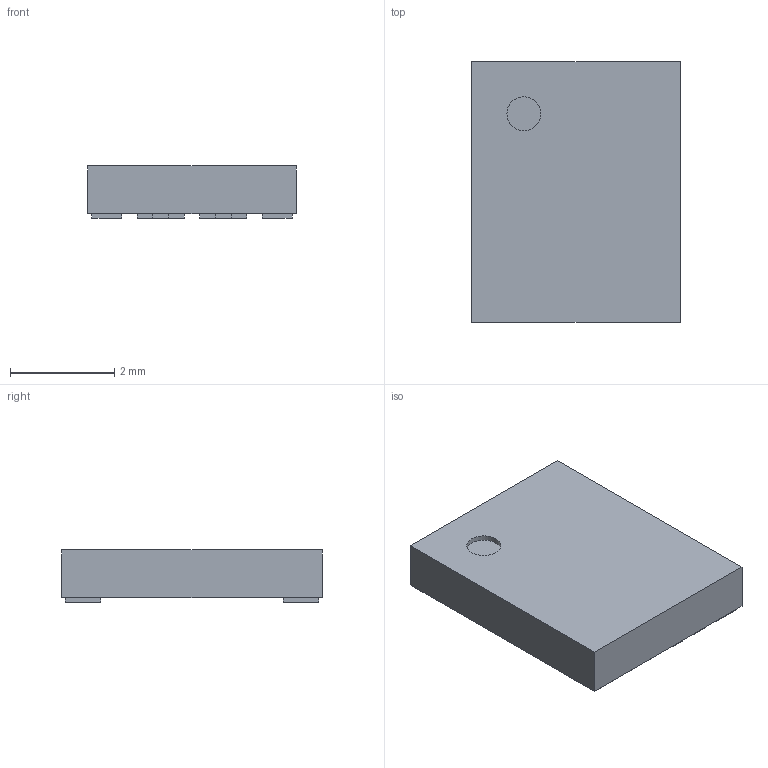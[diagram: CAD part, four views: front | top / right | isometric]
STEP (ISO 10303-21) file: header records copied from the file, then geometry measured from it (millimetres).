
FILE_DESCRIPTION(/* description */ (''),/* implementation_level */ '2;1');
FILE_NAME(/* name */ 'Recom RxxC1TFxxS.step',/* time_stamp */ '2024-11-01T22:54:38-07:00',/* author */ (''),/* organization */ (''),/* preprocessor_version */ 'ST-DEVELOPER v20',/* originating_system */ 'Autodesk Translation Framework v13.20.0.188',/* authorisation */ '');
FILE_SCHEMA (('AUTOMOTIVE_DESIGN { 1 0 10303 214 3 1 1 }'));
Length unit declared in the file: millimetre
Products named in the file (1): Recom RxxC1TFxxS
Bounding box: 4 x 5 x 1 mm (x, y, z)
Volume: 19.1 mm3; surface area: 69.1 mm2
Topology: 9 solids, 9 shells, 72 faces, 159 edges, 106 vertices
Faces by surface type: plane 71, cylinder 1
Full cylindrical faces by diameter (mm): 0.65 x1
Entity records: 1984 total; most frequent: CARTESIAN_POINT 338, ORIENTED_EDGE 318, DIRECTION 307, EDGE_CURVE 159, LINE 157, VECTOR 157, VERTEX_POINT 106, AXIS2_PLACEMENT_3D 75
